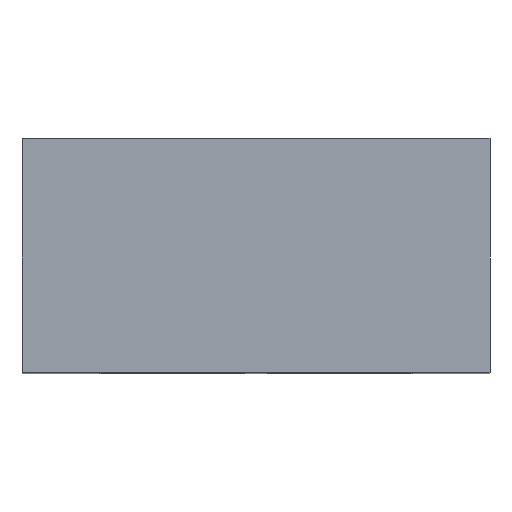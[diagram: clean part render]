
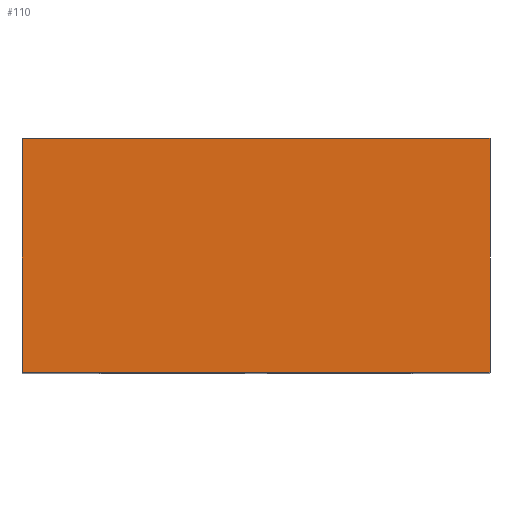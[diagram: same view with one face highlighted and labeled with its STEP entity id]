
A CAD part, top view. The second image highlights one B-rep face of the part: STEP entity #110.
In plain terms, the highlighted planar face has unit normal (0, 0, 1).
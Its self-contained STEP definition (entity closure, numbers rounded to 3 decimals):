
#24 = VECTOR ( 'NONE', #68, 1000. ) ;
#28 = ORIENTED_EDGE ( 'NONE', *, *, #33, .T. ) ;
#33 = EDGE_CURVE ( 'NONE', #684, #1331, #511, .T. ) ;
#48 = AXIS2_PLACEMENT_3D ( 'NONE', #1087, #1415, #121 ) ;
#51 = CARTESIAN_POINT ( 'NONE',  ( -10., 0., 12.5 ) ) ;
#53 = LINE ( 'NONE', #523, #769 ) ;
#68 = DIRECTION ( 'NONE',  ( 0., -1., 0. ) ) ;
#110 = ADVANCED_FACE ( 'NONE', ( #1435 ), #264, .F. ) ;
#121 = DIRECTION ( 'NONE',  ( -1., 0., 0. ) ) ;
#136 = EDGE_LOOP ( 'NONE', ( #1062, #194, #646, #28 ) ) ;
#186 = CARTESIAN_POINT ( 'NONE',  ( 10., 0., 12.5 ) ) ;
#194 = ORIENTED_EDGE ( 'NONE', *, *, #350, .F. ) ;
#264 = PLANE ( 'NONE',  #48 ) ;
#350 = EDGE_CURVE ( 'NONE', #749, #733, #53, .T. ) ;
#436 = EDGE_CURVE ( 'NONE', #684, #749, #1304, .T. ) ;
#511 = LINE ( 'NONE', #772, #24 ) ;
#523 = CARTESIAN_POINT ( 'NONE',  ( 10., 10., 12.5 ) ) ;
#646 = ORIENTED_EDGE ( 'NONE', *, *, #436, .F. ) ;
#667 = EDGE_CURVE ( 'NONE', #1331, #733, #1111, .T. ) ;
#684 = VERTEX_POINT ( 'NONE', #764 ) ;
#692 = DIRECTION ( 'NONE',  ( 1., 0., 0. ) ) ;
#697 = CARTESIAN_POINT ( 'NONE',  ( -10., 0., 12.5 ) ) ;
#733 = VERTEX_POINT ( 'NONE', #186 ) ;
#749 = VERTEX_POINT ( 'NONE', #1269 ) ;
#764 = CARTESIAN_POINT ( 'NONE',  ( -10., 10., 12.5 ) ) ;
#769 = VECTOR ( 'NONE', #786, 1000. ) ;
#772 = CARTESIAN_POINT ( 'NONE',  ( -10., 10., 12.5 ) ) ;
#786 = DIRECTION ( 'NONE',  ( 0., -1., 0. ) ) ;
#987 = DIRECTION ( 'NONE',  ( 1., 0., 0. ) ) ;
#1062 = ORIENTED_EDGE ( 'NONE', *, *, #667, .T. ) ;
#1087 = CARTESIAN_POINT ( 'NONE',  ( -10., 10., 12.5 ) ) ;
#1111 = LINE ( 'NONE', #51, #1139 ) ;
#1139 = VECTOR ( 'NONE', #987, 1000. ) ;
#1269 = CARTESIAN_POINT ( 'NONE',  ( 10., 10., 12.5 ) ) ;
#1288 = CARTESIAN_POINT ( 'NONE',  ( -10., 10., 12.5 ) ) ;
#1304 = LINE ( 'NONE', #1288, #1406 ) ;
#1331 = VERTEX_POINT ( 'NONE', #697 ) ;
#1406 = VECTOR ( 'NONE', #692, 1000. ) ;
#1415 = DIRECTION ( 'NONE',  ( 0., 0., -1. ) ) ;
#1435 = FACE_OUTER_BOUND ( 'NONE', #136, .T. ) ;
